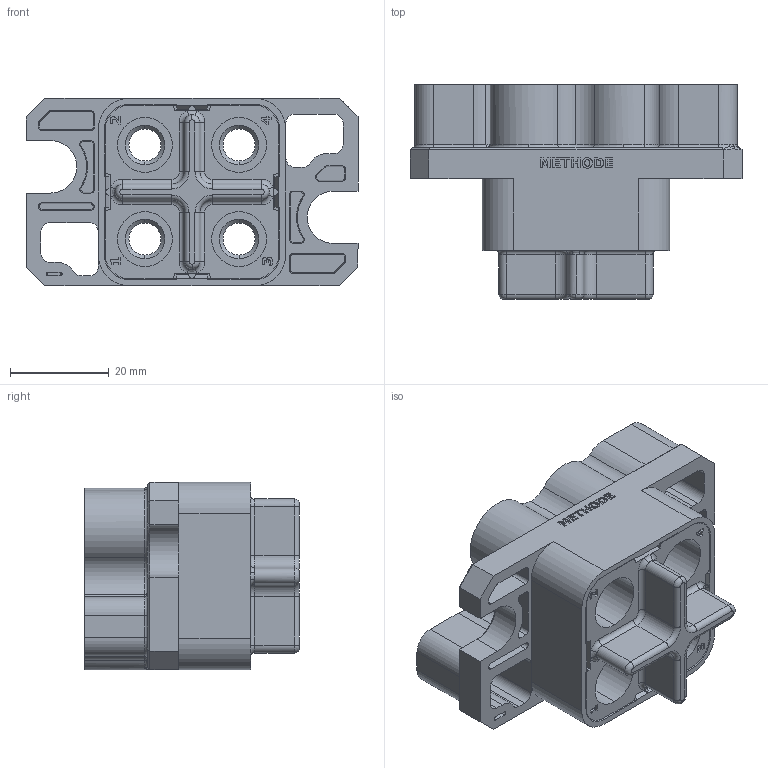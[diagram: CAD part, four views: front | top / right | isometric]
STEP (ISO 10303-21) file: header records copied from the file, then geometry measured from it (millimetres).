
FILE_DESCRIPTION (( 'STEP AP203' ), '1' );
FILE_NAME ('6316-06648-01100-RM_COPY.STEP', '2019-07-24T21:22:34', ( '' ), ( '' ), 'SwSTEP 2.0', 'SolidWorks 2018', '' );
FILE_SCHEMA (( 'CONFIG_CONTROL_DESIGN' ));
Length unit declared in the file: millimetre
Products named in the file (3): 6212-06650-02500-RM_COPY_Insulator; 6316-06648-01100-RM_COPY; 6212-06651-02500-RM_COPY_Insulator Insert
Assembly tree (2 placements, depth 2):
  6316-06648-01100-RM_COPY
    6212-06650-02500-RM_COPY_Insulator
    6212-06651-02500-RM_COPY_Insulator Insert
Bounding box: 67.2 x 43.46 x 38 mm (x, y, z)
Volume: 29253.3 mm3; surface area: 26870.7 mm2
Topology: 2 solids, 2 shells, 831 faces, 2199 edges, 1409 vertices
Faces by surface type: plane 421, cylinder 170, cone 96, bspline 83, torus 61
Entity records: 29185 total; most frequent: CARTESIAN_POINT 8425, ORIENTED_EDGE 4398, DIRECTION 4093, EDGE_CURVE 2199, VERTEX_POINT 1409, VECTOR 1393, LINE 1393, AXIS2_PLACEMENT_3D 1350
